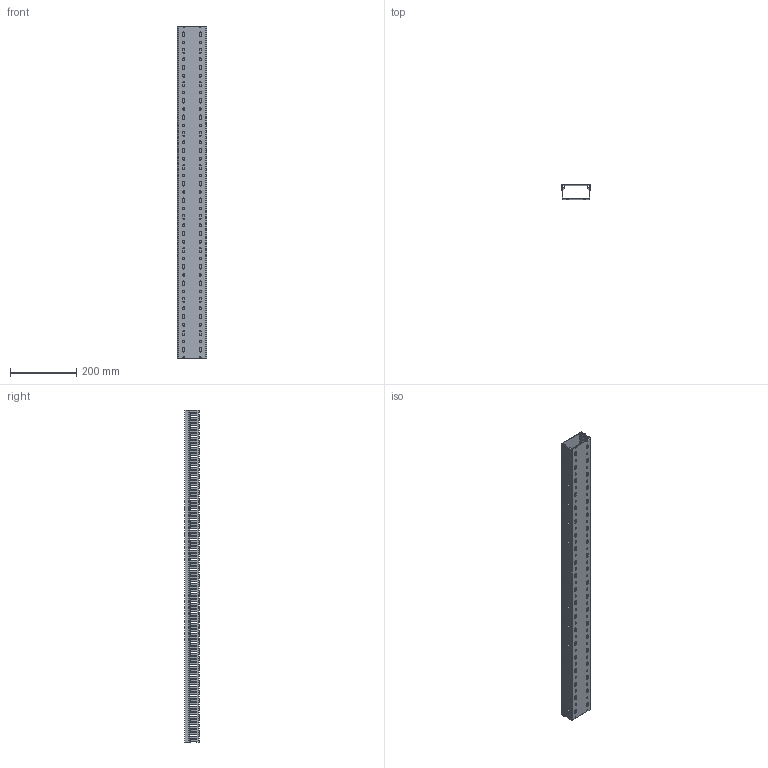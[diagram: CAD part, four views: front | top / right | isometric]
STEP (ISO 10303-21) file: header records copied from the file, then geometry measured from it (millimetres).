
FILE_DESCRIPTION (( 'STEP AP214' ), '1' );
FILE_NAME ('6178016.stp', '2021-11-23T12:48:47', ( '' ), ( '' ), 'SwSTEP 2.0', 'SolidWorks 2020', '' );
FILE_SCHEMA (( 'AUTOMOTIVE_DESIGN' ));
Length unit declared in the file: millimetre
Products named in the file (3): BKS 05.002-017; 6178016; BKS 05.004-055
Assembly tree (2 placements, depth 2):
  6178016
    BKS 05.004-055
    BKS 05.002-017
Bounding box: 87.61 x 43.5 x 1000 mm (x, y, z)
Volume: 481370.4 mm3; surface area: 593432.3 mm2
Topology: 2 solids, 2 shells, 4160 faces, 12468 edges, 8312 vertices
Faces by surface type: plane 3596, cylinder 564
Entity records: 176692 total; most frequent: CARTESIAN_POINT 24945, ORIENTED_EDGE 24936, DIRECTION 21926, EDGE_CURVE 12468, LINE 11340, VECTOR 11340, VERTEX_POINT 8312, AXIS2_PLACEMENT_3D 5293
